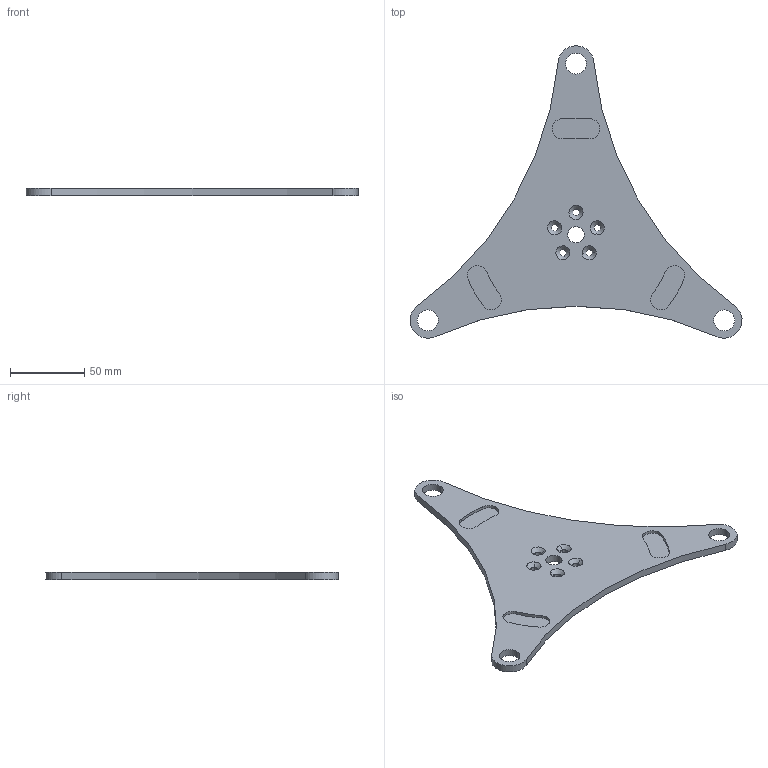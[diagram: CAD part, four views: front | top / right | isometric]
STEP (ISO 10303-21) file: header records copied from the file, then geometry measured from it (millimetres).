
FILE_DESCRIPTION(('CATIA V5 STEP Exchange'),'2;1');
FILE_NAME('LM_Plate.stp','2017-12-10T03:35:13+00:00',('none'),('none'),'Version 5-6 Release 2012','CATIA V5 STEP AP203','none');
FILE_SCHEMA(('CONFIG_CONTROL_DESIGN'));
Length unit declared in the file: millimetre
Products named in the file (1): LM_Plate
Bounding box: 223.1 x 196.42 x 5 mm (x, y, z)
Volume: 76141.9 mm3; surface area: 36589.2 mm2
Topology: 1 solids, 1 shells, 51 faces, 128 edges, 82 vertices
Faces by surface type: cylinder 36, cone 10, plane 5
Entity records: 1480 total; most frequent: ORIENTED_EDGE 256, CARTESIAN_POINT 246, DIRECTION 198, EDGE_CURVE 128, AXIS2_PLACEMENT_3D 118, CIRCLE 82, VERTEX_POINT 82, EDGE_LOOP 72
